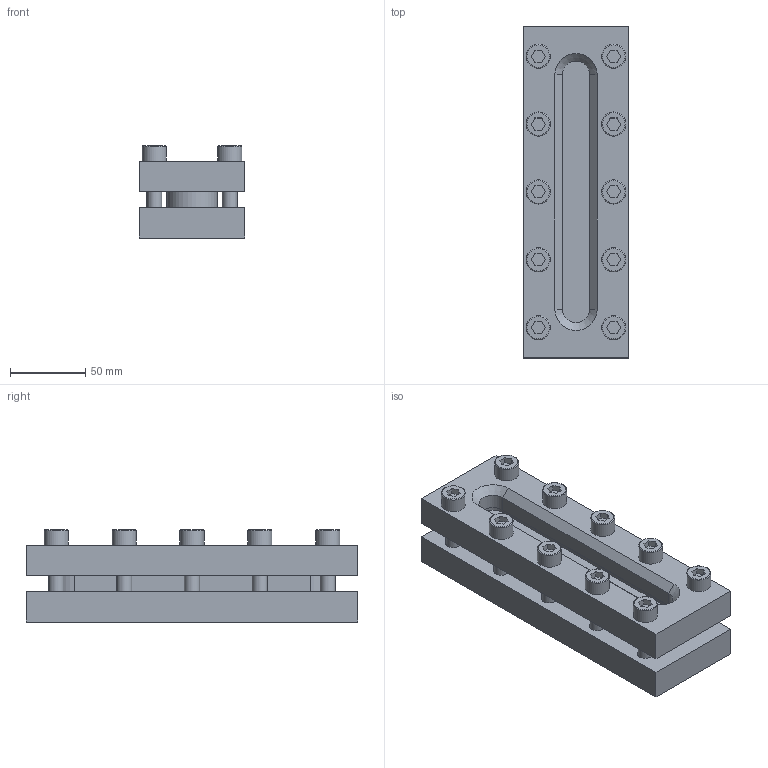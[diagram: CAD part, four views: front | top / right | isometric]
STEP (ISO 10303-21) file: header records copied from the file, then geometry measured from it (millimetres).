
FILE_DESCRIPTION(('HOOPS Exchange Step'),'2;1');
FILE_NAME('BS03_L220.stp','2025-11-27T13:04:48+01:00',('nieru'),('Unknown organisation'),'HOOPS Exchange 2024.2','HOOPS Exchange','Unknown authorisation');
FILE_SCHEMA( ('AP203_CONFIGURATION_CONTROLLED_3D_DESIGN_OF_MECHANICAL_PARTS_AND_ASSEMBLIES_MIM_LF') );
Length unit declared in the file: millimetre
Products named in the file (3): 0; root
Assembly tree (2 placements, depth 3):
  root
    0
      0
Bounding box: 70 x 220 x 61 mm (x, y, z)
Volume: 586541.8 mm3; surface area: 154380.7 mm2
Topology: 15 solids, 15 shells, 273 faces, 718 edges, 498 vertices
Faces by surface type: plane 148, cylinder 70, cone 32, torus 23
Full cylindrical faces by diameter (mm): 8.5 x10, 10 x10, 11 x10, 16 x10
Entity records: 10429 total; most frequent: CARTESIAN_POINT 3376, DIRECTION 1493, ORIENTED_EDGE 1396, EDGE_CURVE 698, AXIS2_PLACEMENT_3D 569, VERTEX_POINT 498, VECTOR 355, LINE 355
